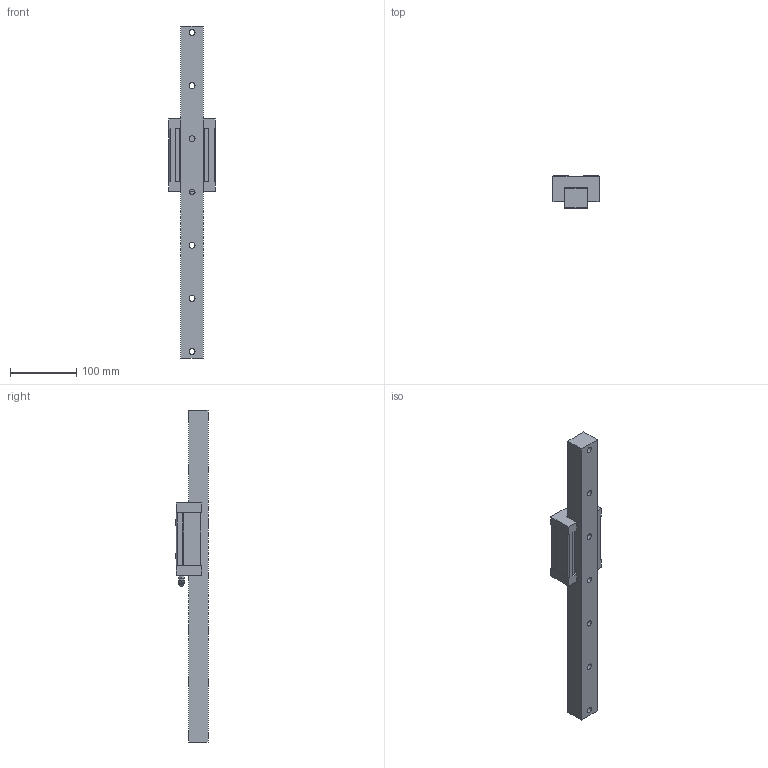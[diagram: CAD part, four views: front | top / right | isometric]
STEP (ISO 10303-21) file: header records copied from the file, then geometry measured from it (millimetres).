
FILE_DESCRIPTION((''),'2;1');
FILE_NAME('BRS35-U0_MISUMI_ASM','2013-03-29T',('SM6131'),(''),'PRO/ENGINEER BY PARAMETRIC TECHNOLOGY CORPORATION, 2009460','PRO/ENGINEER BY PARAMETRIC TECHNOLOGY CORPORATION, 2009460','');
FILE_SCHEMA(('CONFIG_CONTROL_DESIGN'));
Length unit declared in the file: millimetre
Products named in the file (5): BRR35_MISUMI_INST; BRC35-U0_CUSTOMER; VN-SB-M6-06-00; BRC35-U0_6_ASM; BRS35-U0_MISUMI_ASM
Assembly tree (4 placements, depth 3):
  BRS35-U0_MISUMI_ASM
    BRR35_MISUMI_INST
    BRC35-U0_6_ASM
      BRC35-U0_CUSTOMER
      VN-SB-M6-06-00
Bounding box: 69.95 x 48.2 x 500 mm (x, y, z)
Volume: 655080.1 mm3; surface area: 114234.9 mm2
Topology: 3 solids, 11 shells, 224 faces, 560 edges, 358 vertices
Faces by surface type: plane 94, cylinder 81, cone 21, bspline 20, sphere 4, torus 4
Entity records: 8528 total; most frequent: CARTESIAN_POINT 3162, ORIENTED_EDGE 1080, DIRECTION 1078, EDGE_CURVE 548, AXIS2_PLACEMENT_3D 402, VERTEX_POINT 358, VECTOR 274, LINE 274
